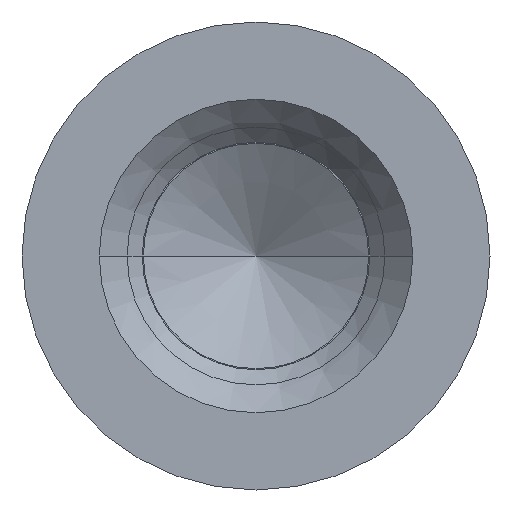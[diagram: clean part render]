
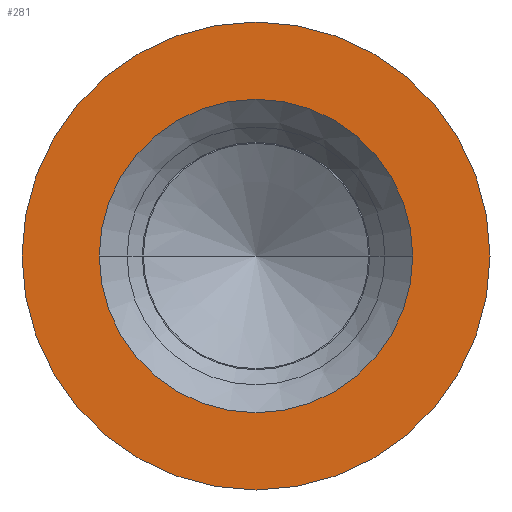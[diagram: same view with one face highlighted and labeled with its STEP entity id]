
A CAD part, front view. The second image highlights one B-rep face of the part: STEP entity #281.
In plain terms, the highlighted planar face has unit normal (0, -1, 0).
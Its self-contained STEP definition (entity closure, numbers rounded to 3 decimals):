
#2=CARTESIAN_POINT('',(0.,0.,0.));
#3=DIRECTION('',(0.,-1.,0.));
#4=DIRECTION('',(1.,0.,0.));
#5=AXIS2_PLACEMENT_3D('',#2,#3,#4);
#15=CARTESIAN_POINT('',(0.,0.,0.));
#16=DIRECTION('',(0.,1.,0.));
#17=DIRECTION('',(1.,0.,0.));
#18=AXIS2_PLACEMENT_3D('',#15,#16,#17);
#68=CARTESIAN_POINT('',(0.,0.,0.));
#69=DIRECTION('',(0.,1.,0.));
#70=DIRECTION('',(1.,0.,0.));
#71=AXIS2_PLACEMENT_3D('',#68,#69,#70);
#73=CARTESIAN_POINT('',(0.,0.,0.));
#74=DIRECTION('',(0.,1.,0.));
#75=DIRECTION('',(-1.,0.,0.));
#76=AXIS2_PLACEMENT_3D('',#73,#74,#75);
#132=CARTESIAN_POINT('',(5.45,0.,0.));
#134=VERTEX_POINT('',#132);
#136=CARTESIAN_POINT('',(-5.45,0.,0.));
#138=VERTEX_POINT('',#136);
#154=CARTESIAN_POINT('',(3.65,0.,0.));
#155=CARTESIAN_POINT('',(-3.65,0.,0.));
#156=VERTEX_POINT('',#154);
#157=VERTEX_POINT('',#155);
#266=CARTESIAN_POINT('',(0.,0.,0.));
#267=DIRECTION('',(0.,-1.,0.));
#268=DIRECTION('',(-1.,0.,0.));
#269=AXIS2_PLACEMENT_3D('',#266,#267,#268);
#270=PLANE('',#269);
#271=ORIENTED_EDGE('',*,*,#175,.F.);
#272=ORIENTED_EDGE('',*,*,#193,.T.);
#273=EDGE_LOOP('',(#271,#272));
#274=FACE_OUTER_BOUND('',#273,.F.);
#276=ORIENTED_EDGE('',*,*,#275,.F.);
#278=ORIENTED_EDGE('',*,*,#277,.F.);
#279=EDGE_LOOP('',(#276,#278));
#280=FACE_BOUND('',#279,.F.);
#281=ADVANCED_FACE('',(#274,#280),#270,.T.);
#6=CIRCLE('',#5,5.45);
#19=CIRCLE('',#18,5.45);
#72=CIRCLE('',#71,3.65);
#77=CIRCLE('',#76,3.65);
#175=EDGE_CURVE('',#134,#138,#6,.T.);
#193=EDGE_CURVE('',#134,#138,#19,.T.);
#275=EDGE_CURVE('',#156,#157,#72,.T.);
#277=EDGE_CURVE('',#157,#156,#77,.T.);
